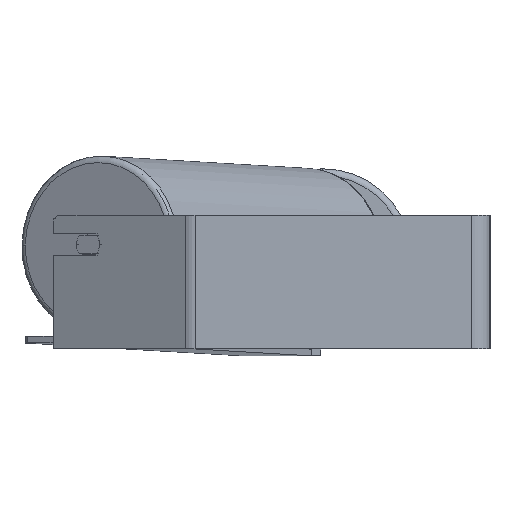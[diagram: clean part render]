
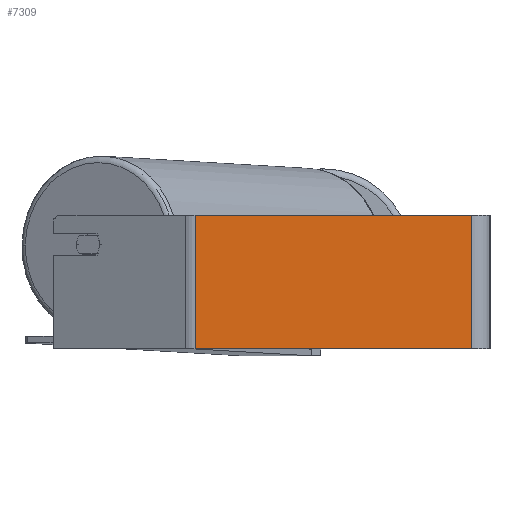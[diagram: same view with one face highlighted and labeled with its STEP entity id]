
A CAD part, left-side view. The second image highlights one B-rep face of the part: STEP entity #7309.
In plain terms, the highlighted planar face has unit normal (-1, 0, 0).
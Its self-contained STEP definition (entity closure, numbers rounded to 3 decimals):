
#163 = VERTEX_POINT ( 'NONE', #842 ) ;
#842 = CARTESIAN_POINT ( 'NONE',  ( -525., 14., 50. ) ) ;
#924 = LINE ( 'NONE', #3160, #2276 ) ;
#986 = AXIS2_PLACEMENT_3D ( 'NONE', #1685, #1773, #4548 ) ;
#1003 = CARTESIAN_POINT ( 'NONE',  ( -525., 223.916, 50. ) ) ;
#1225 = LINE ( 'NONE', #2500, #6808 ) ;
#1276 = CARTESIAN_POINT ( 'NONE',  ( -525., 220.165, 50. ) ) ;
#1536 = VECTOR ( 'NONE', #7988, 1000. ) ;
#1685 = CARTESIAN_POINT ( 'NONE',  ( -525., 223.916, 50. ) ) ;
#1773 = DIRECTION ( 'NONE',  ( 1., 0., 0. ) ) ;
#1781 = DIRECTION ( 'NONE',  ( 0., 0., -1. ) ) ;
#1863 = ORIENTED_EDGE ( 'NONE', *, *, #5501, .F. ) ;
#2276 = VECTOR ( 'NONE', #1781, 1000. ) ;
#2500 = CARTESIAN_POINT ( 'NONE',  ( -525., 223.916, -50. ) ) ;
#2502 = PLANE ( 'NONE',  #986 ) ;
#2638 = VERTEX_POINT ( 'NONE', #6867 ) ;
#2922 = EDGE_LOOP ( 'NONE', ( #4718, #1863, #2956, #6745 ) ) ;
#2956 = ORIENTED_EDGE ( 'NONE', *, *, #3895, .F. ) ;
#3160 = CARTESIAN_POINT ( 'NONE',  ( -525., 220.165, 50. ) ) ;
#3895 = EDGE_CURVE ( 'NONE', #7482, #163, #8649, .T. ) ;
#3919 = DIRECTION ( 'NONE',  ( 0., -1., 0. ) ) ;
#3989 = EDGE_CURVE ( 'NONE', #2638, #7299, #1225, .T. ) ;
#4548 = DIRECTION ( 'NONE',  ( 0., 0., -1. ) ) ;
#4718 = ORIENTED_EDGE ( 'NONE', *, *, #3989, .T. ) ;
#5118 = DIRECTION ( 'NONE',  ( 0., -1., 0. ) ) ;
#5501 = EDGE_CURVE ( 'NONE', #163, #7299, #6005, .T. ) ;
#5622 = VECTOR ( 'NONE', #5118, 1000. ) ;
#5871 = EDGE_CURVE ( 'NONE', #7482, #2638, #924, .T. ) ;
#6005 = LINE ( 'NONE', #8800, #1536 ) ;
#6745 = ORIENTED_EDGE ( 'NONE', *, *, #5871, .T. ) ;
#6808 = VECTOR ( 'NONE', #3919, 1000. ) ;
#6867 = CARTESIAN_POINT ( 'NONE',  ( -525., 220.165, -50. ) ) ;
#7299 = VERTEX_POINT ( 'NONE', #7962 ) ;
#7309 = ADVANCED_FACE ( 'NONE', ( #8614 ), #2502, .F. ) ;
#7482 = VERTEX_POINT ( 'NONE', #1276 ) ;
#7962 = CARTESIAN_POINT ( 'NONE',  ( -525., 14., -50. ) ) ;
#7988 = DIRECTION ( 'NONE',  ( 0., 0., -1. ) ) ;
#8614 = FACE_OUTER_BOUND ( 'NONE', #2922, .T. ) ;
#8649 = LINE ( 'NONE', #1003, #5622 ) ;
#8800 = CARTESIAN_POINT ( 'NONE',  ( -525., 14., 50. ) ) ;
